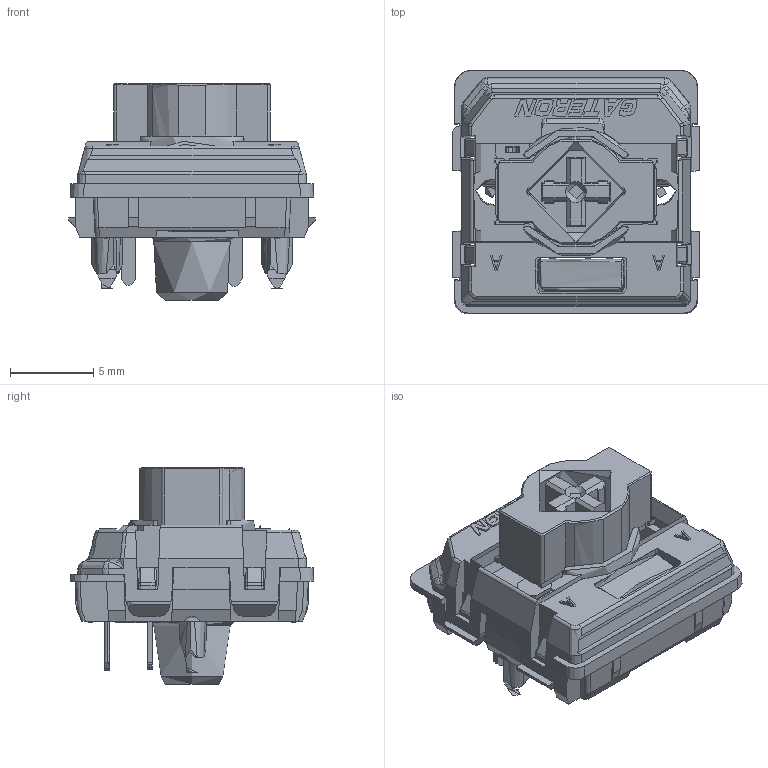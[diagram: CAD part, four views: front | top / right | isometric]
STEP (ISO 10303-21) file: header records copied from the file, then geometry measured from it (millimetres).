
FILE_DESCRIPTION(/* description */ (''),/* implementation_level */ '2;1');
FILE_NAME(/* name */ 'Gateron-LP-3-Solder.step',/* time_stamp */ '2025-08-27T20:00:52-05:00',/* author */ (''),/* organization */ (''),/* preprocessor_version */ 'ST-DEVELOPER v20.1',/* originating_system */ 'Autodesk Translation Framework v14.10.0.0',/* authorisation */ '');
FILE_SCHEMA (('AUTOMOTIVE_DESIGN { 1 0 10303 214 3 1 1 }'));
Length unit declared in the file: centimetre
Products named in the file (2): Switch assembly; RD-01EF0D4193y2z
Assembly tree (1 placements, depth 2):
  Switch assembly
    RD-01EF0D4193y2z
Bounding box: 14.78 x 14.6 x 13 mm (x, y, z)
Volume: 1105.1 mm3; surface area: 1330.5 mm2
Topology: 1 solids, 4 shells, 964 faces, 2659 edges, 1712 vertices
Faces by surface type: plane 584, cylinder 214, bspline 117, cone 40, sphere 6, torus 3
Full cylindrical faces by diameter (mm): 1.8 x1
Entity records: 32032 total; most frequent: CARTESIAN_POINT 7532, ORIENTED_EDGE 5314, DIRECTION 4800, EDGE_CURVE 2657, LINE 1806, VECTOR 1806, VERTEX_POINT 1712, AXIS2_PLACEMENT_3D 1497
